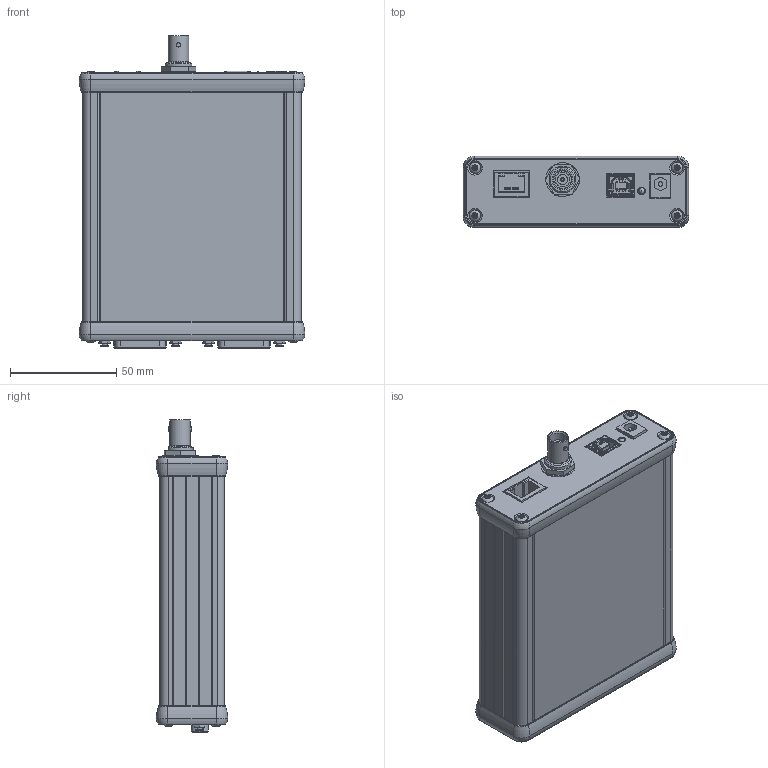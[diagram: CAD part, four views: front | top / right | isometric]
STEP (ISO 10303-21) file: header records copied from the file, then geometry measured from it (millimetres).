
FILE_DESCRIPTION (( 'STEP AP214' ), '1' );
FILE_NAME ('Assemblage S-LINK-2.STEP', '2024-04-03T12:30:53', ( '' ), ( '' ), 'SwSTEP 2.0', 'SolidWorks 2020', '' );
FILE_SCHEMA (( 'AUTOMOTIVE_DESIGN' ));
Length unit declared in the file: millimetre
Products named in the file (1): Assemblage S-LINK-2
Bounding box: 106.13 x 33.63 x 146.79 mm (x, y, z)
Surface area: 99520.6 mm2 (no closed solid volume)
Topology: 0 solids, 34 shells, 1851 faces, 4778 edges, 3053 vertices
Faces by surface type: plane 1091, cylinder 533, bspline 106, cone 76, torus 37, sphere 8
Full cylindrical faces by diameter (mm): 0.711 x1, 1.016 x1, 1.2 x30, 1.829 x2, 1.981 x2, 2 x1, 2.083 x1, 2.388 x1, 2.413 x4, 2.8 x1, 2.845 x4, 2.9 x4, 3 x4, 3.264 x4, 3.5 x4, 3.6 x1, 3.619 x4, 4.674 x1, 4.98 x4, 5.41 x8, 6 x1, 6.35 x1, 6.756 x1, 8.128 x1, 9.652 x1, 12.59 x1, 12.93 x1, 13.432 x1, 15.875 x1
Entity records: 86788 total; most frequent: CARTESIAN_POINT 23107, ORIENTED_EDGE 9176, DIRECTION 8833, EDGE_CURVE 4602, VERTEX_POINT 2990, VECTOR 2959, LINE 2959, AXIS2_PLACEMENT_3D 2937
